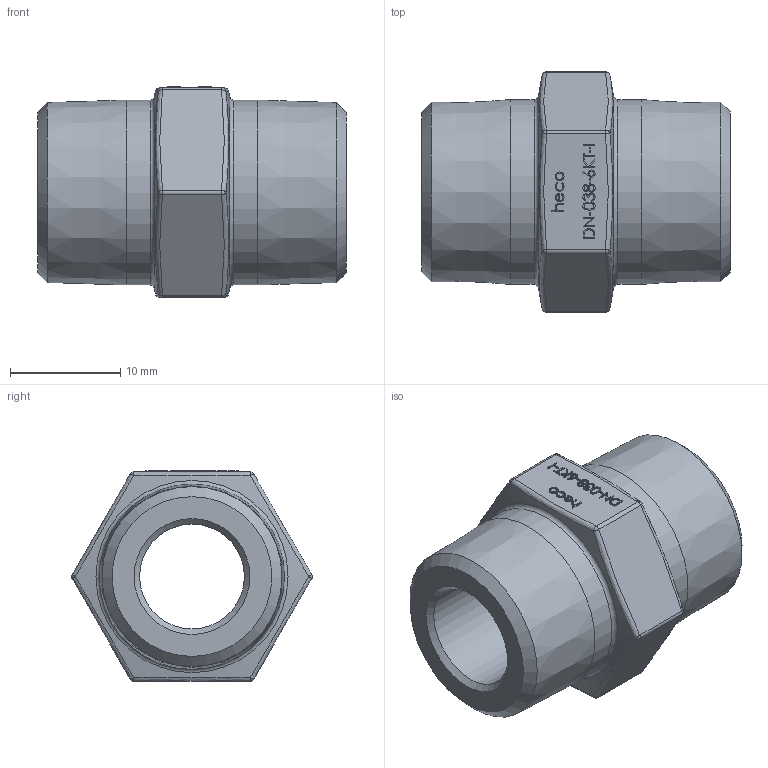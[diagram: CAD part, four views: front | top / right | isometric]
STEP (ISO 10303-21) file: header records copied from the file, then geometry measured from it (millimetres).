
FILE_DESCRIPTION (( 'STEP AP214' ), '1' );
FILE_NAME ('heco DN-038-6KT-I.STEP', '2016-01-11T08:37:07', ( 'test' ), ( '' ), 'SwSTEP 2.0', 'SolidWorks 2011', '' );
FILE_SCHEMA (( 'AUTOMOTIVE_DESIGN' ));
Length unit declared in the file: millimetre
Products named in the file (1): heco DN-038-6KT-I
Bounding box: 28 x 21.82 x 19.1 mm (x, y, z)
Volume: 4650.9 mm3; surface area: 2720.3 mm2
Topology: 1 solids, 1 shells, 235 faces, 596 edges, 382 vertices
Faces by surface type: bspline 103, plane 101, sphere 12, cylinder 9, cone 8, torus 2
Full cylindrical faces by diameter (mm): 9.5 x1, 16.762 x2
Entity records: 13906 total; most frequent: CARTESIAN_POINT 7094, ORIENTED_EDGE 1138, DIRECTION 679, EDGE_CURVE 569, VERTEX_POINT 372, LINE 313, VECTOR 313, EDGE_LOOP 273
